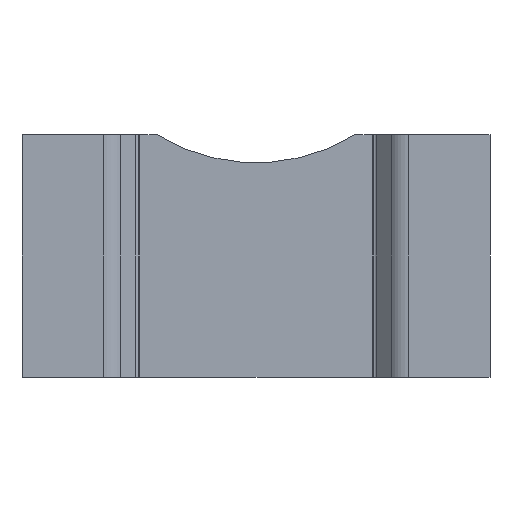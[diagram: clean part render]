
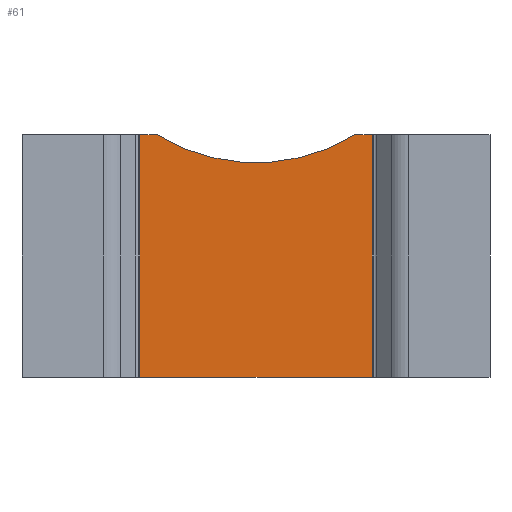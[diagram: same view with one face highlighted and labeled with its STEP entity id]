
A CAD part, front view. The second image highlights one B-rep face of the part: STEP entity #61.
In plain terms, the highlighted face is planar.
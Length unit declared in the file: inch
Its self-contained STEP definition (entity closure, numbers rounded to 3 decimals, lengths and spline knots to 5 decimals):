
#60 = LINE ( 'NONE', #204, #258 ) ;
#61 = ADVANCED_FACE ( 'NONE', ( #816 ), #1229, .F. ) ;
#67 = VERTEX_POINT ( 'NONE', #211 ) ;
#72 = DIRECTION ( 'NONE',  ( 1., 0., 0. ) ) ;
#92 = EDGE_CURVE ( 'NONE', #350, #67, #101, .T. ) ;
#101 = LINE ( 'NONE', #417, #1136 ) ;
#128 = ORIENTED_EDGE ( 'NONE', *, *, #874, .F. ) ;
#136 = EDGE_CURVE ( 'NONE', #368, #1255, #1361, .T. ) ;
#146 = LINE ( 'NONE', #1197, #832 ) ;
#156 = ORIENTED_EDGE ( 'NONE', *, *, #381, .F. ) ;
#204 = CARTESIAN_POINT ( 'NONE',  ( 0., 0., 0. ) ) ;
#210 = CARTESIAN_POINT ( 'NONE',  ( 0., 0., 0. ) ) ;
#211 = CARTESIAN_POINT ( 'NONE',  ( 0., 0.20472, 0. ) ) ;
#258 = VECTOR ( 'NONE', #625, 39.37008 ) ;
#350 = VERTEX_POINT ( 'NONE', #578 ) ;
#368 = VERTEX_POINT ( 'NONE', #1212 ) ;
#381 = EDGE_CURVE ( 'NONE', #1255, #350, #790, .T. ) ;
#382 = ORIENTED_EDGE ( 'NONE', *, *, #1192, .F. ) ;
#392 = CARTESIAN_POINT ( 'NONE',  ( 0.01516, 0., 0. ) ) ;
#407 = DIRECTION ( 'NONE',  ( 0., 0., 1. ) ) ;
#417 = CARTESIAN_POINT ( 'NONE',  ( 0., 0.20472, 0. ) ) ;
#450 = CIRCLE ( 'NONE', #920, 0.15857 ) ;
#520 = CARTESIAN_POINT ( 'NONE',  ( 0., 0., 0. ) ) ;
#568 = VECTOR ( 'NONE', #740, 39.37008 ) ;
#578 = CARTESIAN_POINT ( 'NONE',  ( 0.19685, 0.20472, 0. ) ) ;
#589 = DIRECTION ( 'NONE',  ( 0., 1., 0. ) ) ;
#622 = DIRECTION ( 'NONE',  ( -1., 0., 0. ) ) ;
#625 = DIRECTION ( 'NONE',  ( 0., -1., 0. ) ) ;
#683 = VERTEX_POINT ( 'NONE', #210 ) ;
#712 = DIRECTION ( 'NONE',  ( 1., 0., 0. ) ) ;
#740 = DIRECTION ( 'NONE',  ( 1., 0., 0. ) ) ;
#748 = DIRECTION ( 'NONE',  ( 0., 0., -1. ) ) ;
#790 = LINE ( 'NONE', #1326, #936 ) ;
#794 = ORIENTED_EDGE ( 'NONE', *, *, #1034, .F. ) ;
#816 = FACE_OUTER_BOUND ( 'NONE', #1057, .T. ) ;
#832 = VECTOR ( 'NONE', #712, 39.37008 ) ;
#874 = EDGE_CURVE ( 'NONE', #683, #978, #146, .T. ) ;
#901 = ORIENTED_EDGE ( 'NONE', *, *, #92, .F. ) ;
#920 = AXIS2_PLACEMENT_3D ( 'NONE', #1310, #748, #962 ) ;
#936 = VECTOR ( 'NONE', #589, 39.37008 ) ;
#962 = DIRECTION ( 'NONE',  ( 1., 0., 0. ) ) ;
#968 = CARTESIAN_POINT ( 'NONE',  ( 0.19685, 0., 0. ) ) ;
#978 = VERTEX_POINT ( 'NONE', #392 ) ;
#1005 = AXIS2_PLACEMENT_3D ( 'NONE', #520, #407, #72 ) ;
#1022 = ORIENTED_EDGE ( 'NONE', *, *, #136, .F. ) ;
#1034 = EDGE_CURVE ( 'NONE', #67, #683, #60, .T. ) ;
#1057 = EDGE_LOOP ( 'NONE', ( #794, #901, #156, #1022, #382, #128 ) ) ;
#1136 = VECTOR ( 'NONE', #622, 39.37008 ) ;
#1148 = CARTESIAN_POINT ( 'NONE',  ( 0., 0., 0. ) ) ;
#1192 = EDGE_CURVE ( 'NONE', #978, #368, #450, .T. ) ;
#1197 = CARTESIAN_POINT ( 'NONE',  ( 0., 0., 0. ) ) ;
#1212 = CARTESIAN_POINT ( 'NONE',  ( 0.18169, 0., 0. ) ) ;
#1229 = PLANE ( 'NONE',  #1005 ) ;
#1255 = VERTEX_POINT ( 'NONE', #968 ) ;
#1310 = CARTESIAN_POINT ( 'NONE',  ( 0.09843, -0.13495, 0. ) ) ;
#1326 = CARTESIAN_POINT ( 'NONE',  ( 0.19685, 0., 0. ) ) ;
#1361 = LINE ( 'NONE', #1148, #568 ) ;
